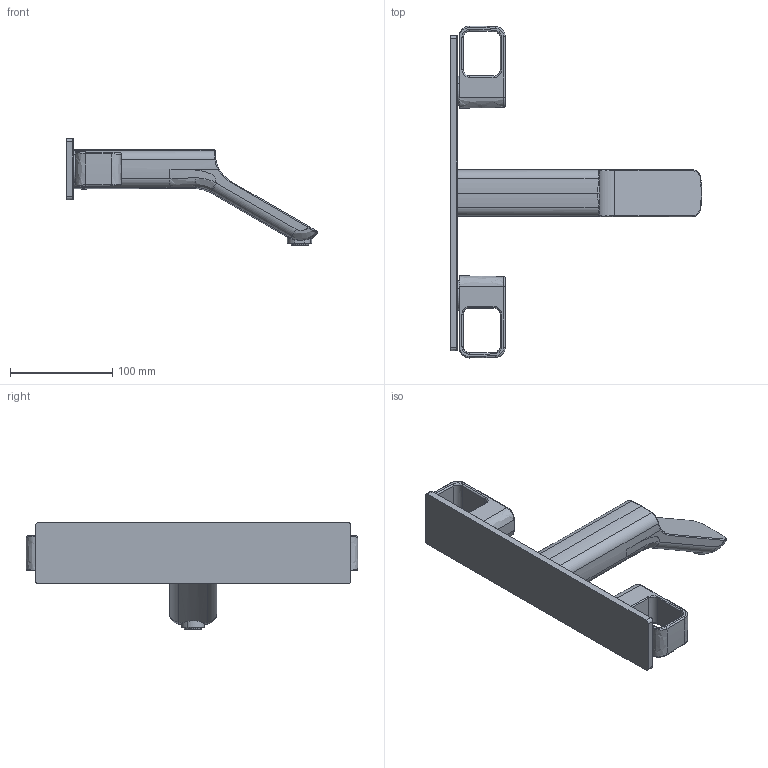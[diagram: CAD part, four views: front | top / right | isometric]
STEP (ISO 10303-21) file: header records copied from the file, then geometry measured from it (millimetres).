
FILE_DESCRIPTION(('CAx-IF Rec.Pracs.---Model Styling and Organization---1.2---2011-12-15','CAx-IF Rec.Pracs.---Geometric and Assembly Validation Properties---4.1---2014-06-16','CAx-IF Rec.Pracs.---PMI Polyline Presentation---2.0---2013-05-24'),'2;1');
FILE_NAME('1000116836_PPR_000.stp','2017-06-20T09:08:28+02:00',(''),(''),'STEP Interface 4.0.1101 by CT CoreTechnologie','3D_Evolution4.0.1101 by CT CoreTechnologie','');
FILE_SCHEMA(('AP203_CONFIGURATION_CONTROLLED_3D_DESIGN_OF_MECHANICAL_PARTS_AND_ASSEMBLIES_MIM_LF'));
Length unit declared in the file: millimetre
Products named in the file (11): P_2 AX Urquiola 3L_WTA_WM_FS 1000116836_PPR_000_A0; P_2 Platte 3L-WTA-WM Urquiola 1000116902_PPA_000_A0; Gewindestift DIN916-M6x10-A2 1000000800_PPA_000_A0; P_2 GK Auslauf 3L_WTA_WM Urquiola 226mm 1000116903_PPA_000_A0; P_2 SR_STD_SC__M24x1-m 1000085259_PPR_000_A1; P_2 Strahlreglerhuelse M24x1 (R02) 1000085260_PPA_000_A1; SR_STD_SC_2,2gpm-air_gelb 1000063090_PPA_000_A0; Flachdichtung d15xD21,3 (EB-2,4) 1000029262_PPA_000_A1; P_2 Griff rechts 3L-WTA-WM Urquiola 1000116895_PPA_000_A0; P_2 Hülse 3L_WTA_WM Urquiola 1000116901_PPA_000_A0; P_2 Griff links 3L-WTA-WM Urquiola 1000116898_PPA_000_A0
Assembly tree (11 placements, depth 3):
  P_2 AX Urquiola 3L_WTA_WM_FS 1000116836_PPR_000_A0
    P_2 Platte 3L-WTA-WM Urquiola 1000116902_PPA_000_A0
    Gewindestift DIN916-M6x10-A2 1000000800_PPA_000_A0
    P_2 GK Auslauf 3L_WTA_WM Urquiola 226mm 1000116903_PPA_000_A0
    P_2 SR_STD_SC__M24x1-m 1000085259_PPR_000_A1
      P_2 Strahlreglerhuelse M24x1 (R02) 1000085260_PPA_000_A1
      SR_STD_SC_2,2gpm-air_gelb 1000063090_PPA_000_A0
      Flachdichtung d15xD21,3 (EB-2,4) 1000029262_PPA_000_A1
    P_2 Griff rechts 3L-WTA-WM Urquiola 1000116895_PPA_000_A0
    P_2 Hülse 3L_WTA_WM Urquiola 1000116901_PPA_000_A0  x2
    P_2 Griff links 3L-WTA-WM Urquiola 1000116898_PPA_000_A0
Bounding box: 245.67 x 324.41 x 104.55 mm (x, y, z)
Volume: 585609.1 mm3; surface area: 122699.1 mm2
Topology: 11 solids, 11 shells, 1154 faces, 3044 edges, 1912 vertices
Faces by surface type: plane 506, cylinder 410, bspline 238
Entity records: 58884 total; most frequent: CARTESIAN_POINT 17789, ORIENTED_EDGE 6044, DIRECTION 5967, EDGE_CURVE 3022, AXIS2_PLACEMENT_3D 2109, VERTEX_POINT 1902, VECTOR 1749, LINE 1749
